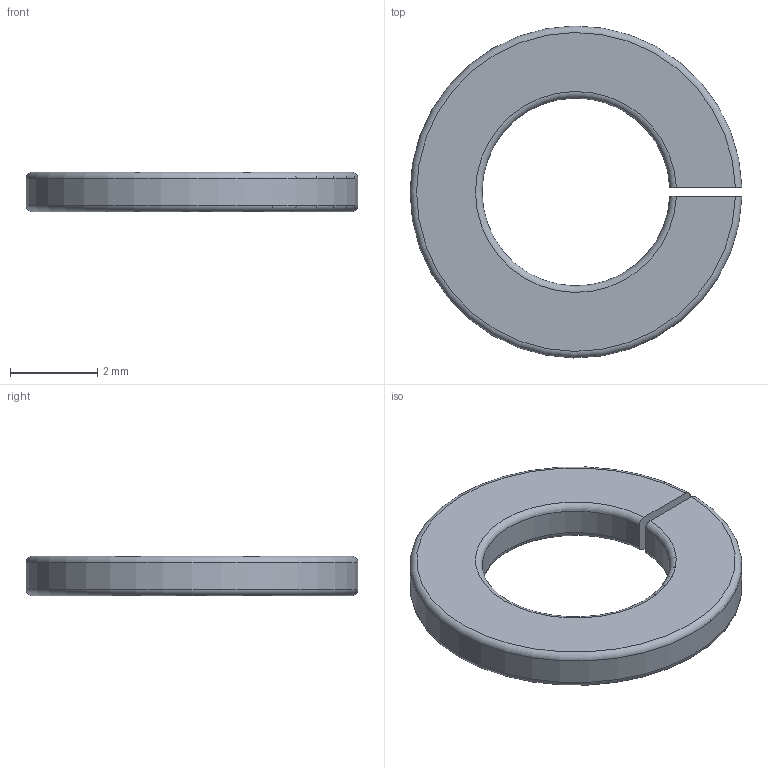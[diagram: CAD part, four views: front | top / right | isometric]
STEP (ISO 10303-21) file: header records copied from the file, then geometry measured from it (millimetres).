
FILE_DESCRIPTION(('FreeCAD Model'),'2;1');
FILE_NAME('spring_washer_grower_M4.step' ,'2020-02-19T20:37:49',('Author'),(''), 'Open CASCADE STEP processor 7.3','FreeCAD','Unknown');
FILE_SCHEMA(('AUTOMOTIVE_DESIGN { 1 0 10303 214 1 1 1 1 }'));
Length unit declared in the file: millimetre
Products named in the file (1): ROSETTA_ELASTICA_GROWER
Bounding box: 7.6 x 7.6 x 0.9 mm (x, y, z)
Volume: 27.1 mm3; surface area: 92.5 mm2
Topology: 1 solids, 1 shells, 10 faces, 24 edges, 16 vertices
Faces by surface type: plane 4, torus 4, cylinder 2
Entity records: 932 total; most frequent: CARTESIAN_POINT 421, DIRECTION 62, ORIENTED_EDGE 48, PCURVE 48, DEFINITIONAL_REPRESENTATION 48, B_SPLINE_CURVE_WITH_KNOTS 40, EDGE_CURVE 24, SURFACE_CURVE 24
